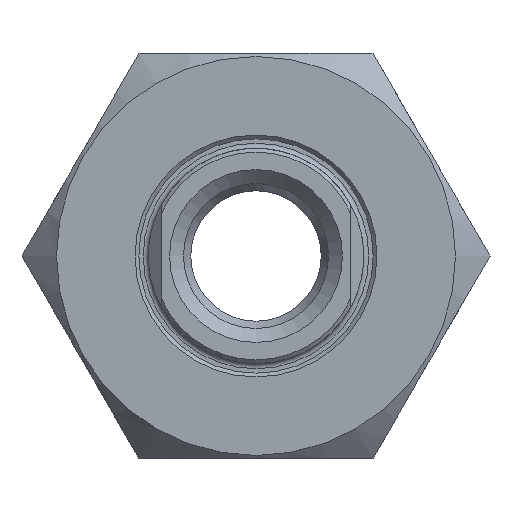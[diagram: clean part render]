
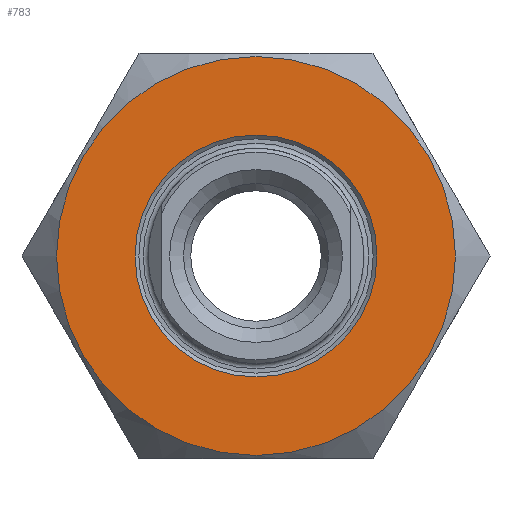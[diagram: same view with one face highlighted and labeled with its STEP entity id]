
A CAD part, left-side view. The second image highlights one B-rep face of the part: STEP entity #783.
In plain terms, the highlighted planar face has unit normal (-1, 0, 0).
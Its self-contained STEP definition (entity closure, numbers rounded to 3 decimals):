
#47=FACE_BOUND('',#142,.T.);
#64=PLANE('',#917);
#90=FACE_OUTER_BOUND('',#141,.T.);
#141=EDGE_LOOP('',(#579));
#142=EDGE_LOOP('',(#580));
#283=CIRCLE('',#898,15.75);
#290=CIRCLE('',#912,9.55);
#353=VERTEX_POINT('',#1337);
#359=VERTEX_POINT('',#1363);
#429=EDGE_CURVE('',#353,#353,#283,.T.);
#441=EDGE_CURVE('',#359,#359,#290,.T.);
#579=ORIENTED_EDGE('',*,*,#429,.T.);
#580=ORIENTED_EDGE('',*,*,#441,.F.);
#783=ADVANCED_FACE('',(#90,#47),#64,.T.);
#898=AXIS2_PLACEMENT_3D('',#1339,#1022,#1023);
#912=AXIS2_PLACEMENT_3D('',#1364,#1055,#1056);
#917=AXIS2_PLACEMENT_3D('',#1374,#1067,#1068);
#1022=DIRECTION('center_axis',(-1.,0.,0.));
#1023=DIRECTION('ref_axis',(0.,1.,0.));
#1055=DIRECTION('center_axis',(-1.,0.,0.));
#1056=DIRECTION('ref_axis',(0.,0.,-1.));
#1067=DIRECTION('center_axis',(-1.,0.,0.));
#1068=DIRECTION('ref_axis',(0.,0.,1.));
#1337=CARTESIAN_POINT('',(-13.5,-15.75,0.));
#1339=CARTESIAN_POINT('Origin',(-13.5,0.,0.));
#1363=CARTESIAN_POINT('',(-13.5,0.,9.55));
#1364=CARTESIAN_POINT('Origin',(-13.5,0.,0.));
#1374=CARTESIAN_POINT('Origin',(-13.5,0.,0.));
